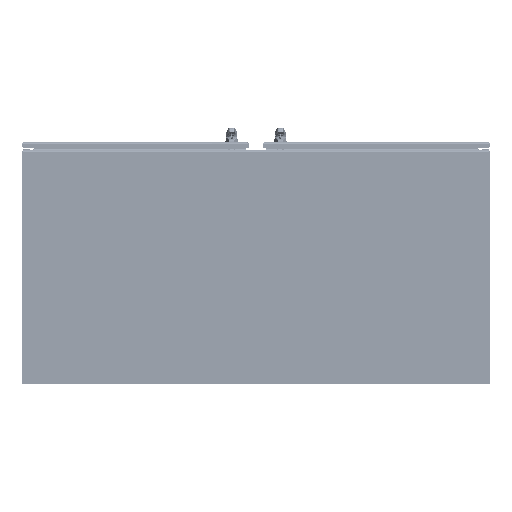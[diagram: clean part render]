
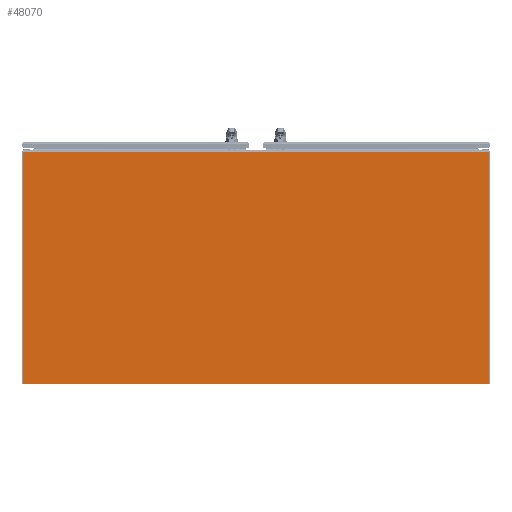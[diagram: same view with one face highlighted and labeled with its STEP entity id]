
A CAD part, front view. The second image highlights one B-rep face of the part: STEP entity #48070.
In plain terms, the highlighted face is planar.
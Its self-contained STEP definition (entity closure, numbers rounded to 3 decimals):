
#6803=FACE_OUTER_BOUND('',#9819,.T.);
#9819=EDGE_LOOP('',(#32411,#32412,#32413,#32414));
#13152=LINE('',#72870,#16610);
#13158=LINE('',#72888,#16616);
#13161=LINE('',#72894,#16619);
#13162=LINE('',#72895,#16620);
#16610=VECTOR('',#58517,0.394);
#16616=VECTOR('',#58541,0.394);
#16619=VECTOR('',#58546,0.394);
#16620=VECTOR('',#58547,0.394);
#19974=VERTEX_POINT('',#72867);
#19975=VERTEX_POINT('',#72869);
#19978=VERTEX_POINT('',#72887);
#19980=VERTEX_POINT('',#72893);
#24623=EDGE_CURVE('',#19975,#19974,#13152,.T.);
#24632=EDGE_CURVE('',#19975,#19978,#13158,.T.);
#24635=EDGE_CURVE('',#19980,#19974,#13161,.T.);
#24636=EDGE_CURVE('',#19978,#19980,#13162,.T.);
#32411=ORIENTED_EDGE('',*,*,#24623,.T.);
#32412=ORIENTED_EDGE('',*,*,#24635,.F.);
#32413=ORIENTED_EDGE('',*,*,#24636,.F.);
#32414=ORIENTED_EDGE('',*,*,#24632,.F.);
#45919=PLANE('',#52283);
#48070=ADVANCED_FACE('',(#6803),#45919,.T.);
#52283=AXIS2_PLACEMENT_3D('',#72892,#58544,#58545);
#58517=DIRECTION('',(0.,1.,0.));
#58541=DIRECTION('',(-1.,0.,0.));
#58544=DIRECTION('center_axis',(0.,0.,1.));
#58545=DIRECTION('ref_axis',(1.,0.,0.));
#58546=DIRECTION('',(1.,0.,0.));
#58547=DIRECTION('',(0.,1.,0.));
#72867=CARTESIAN_POINT('',(17.709,35.959,0.104));
#72869=CARTESIAN_POINT('',(17.709,-35.959,0.104));
#72870=CARTESIAN_POINT('',(17.709,-17.979,0.104));
#72887=CARTESIAN_POINT('',(-17.959,-35.959,0.104));
#72888=CARTESIAN_POINT('',(17.959,-35.959,0.104));
#72892=CARTESIAN_POINT('Origin',(0.,0.,
0.104));
#72893=CARTESIAN_POINT('',(-17.959,35.959,0.104));
#72894=CARTESIAN_POINT('',(-17.959,35.959,0.104));
#72895=CARTESIAN_POINT('',(-17.959,-35.959,0.104));
